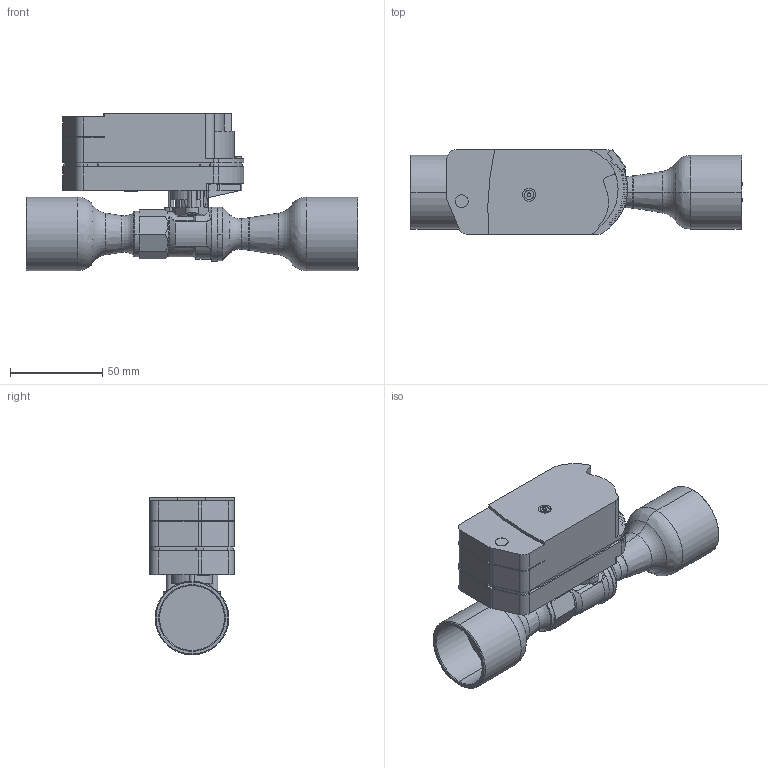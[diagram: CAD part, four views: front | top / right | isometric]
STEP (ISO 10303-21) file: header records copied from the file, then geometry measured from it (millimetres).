
FILE_DESCRIPTION((''),'2;1');
FILE_NAME('ATTUATORE2_VALVOLA_EXR20D35D35','2023-07-07T09:14:39',('massimo'),('ZETA 4'),'CREO PARAMETRIC BY PTC INC, 2022162','CREO PARAMETRIC BY PTC INC, 2022162','');
FILE_SCHEMA(('AUTOMOTIVE_DESIGN { 1 0 10303 214 1 1 1 1 }'));
Length unit declared in the file: millimetre
Products named in the file (1): ATTUATORE2_VALVOLA_EXR20D35D35
Bounding box: 180 x 46 x 85.55 mm (x, y, z)
Volume: 261656.4 mm3; surface area: 48643.1 mm2
Topology: 1 solids, 2 shells, 628 faces, 1735 edges, 1123 vertices
Faces by surface type: plane 462, cylinder 105, cone 42, torus 15, bspline 4
Entity records: 24122 total; most frequent: CARTESIAN_POINT 4009, ORIENTED_EDGE 3470, DIRECTION 3227, EDGE_CURVE 1735, VECTOR 1337, LINE 1337, VERTEX_POINT 1123, AXIS2_PLACEMENT_3D 945
